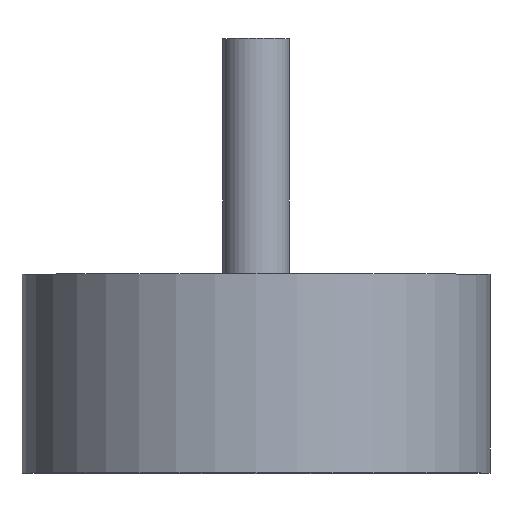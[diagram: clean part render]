
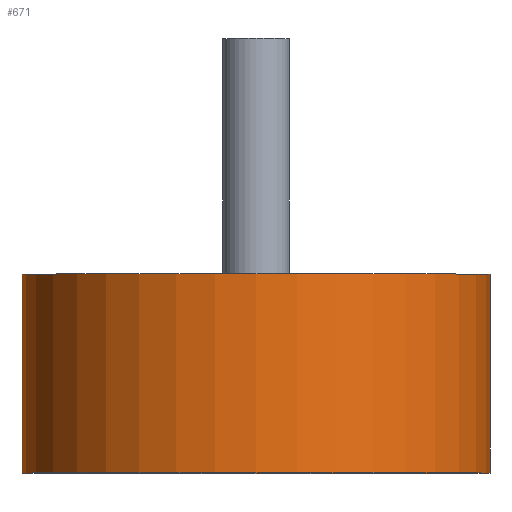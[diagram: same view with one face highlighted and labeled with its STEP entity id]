
A CAD part, top view. The second image highlights one B-rep face of the part: STEP entity #671.
In plain terms, the highlighted cylindrical face has radius 14 mm (diameter 28 mm), a full revolution.
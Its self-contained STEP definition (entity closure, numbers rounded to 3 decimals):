
#32=CARTESIAN_POINT('',(0.,6.9,-14.));
#33=VERTEX_POINT('',#32);
#34=CARTESIAN_POINT('',(0.,6.9,0.));
#35=DIRECTION('',(-0.,1.,-0.));
#36=DIRECTION('',(0.,0.,-1.));
#37=AXIS2_PLACEMENT_3D('',#34,#35,#36);
#38=CIRCLE('',#37,14.);
#39=EDGE_CURVE('',#33,#33,#38,.T.);
#652=CARTESIAN_POINT('',(0.,6.9,0.));
#653=DIRECTION('',(0.,-1.,0.));
#654=DIRECTION('',(0.,0.,-1.));
#655=AXIS2_PLACEMENT_3D('',#652,#653,#654);
#656=CYLINDRICAL_SURFACE('',#655,14.);
#657=ORIENTED_EDGE('',*,*,#39,.F.);
#658=EDGE_LOOP('',(#657));
#659=FACE_BOUND('',#658,.T.);
#660=CARTESIAN_POINT('',(0.,-5.,-14.));
#661=VERTEX_POINT('',#660);
#662=CARTESIAN_POINT('',(0.,-5.,0.));
#663=DIRECTION('',(-0.,1.,-0.));
#664=DIRECTION('',(0.,0.,-1.));
#665=AXIS2_PLACEMENT_3D('',#662,#663,#664);
#666=CIRCLE('',#665,14.);
#667=EDGE_CURVE('',#661,#661,#666,.T.);
#668=ORIENTED_EDGE('',*,*,#667,.T.);
#669=EDGE_LOOP('',(#668));
#670=FACE_BOUND('',#669,.T.);
#671=ADVANCED_FACE('',(#659,#670),#656,.T.);
